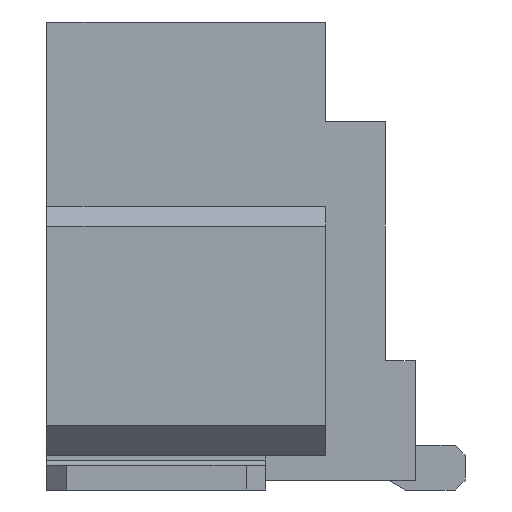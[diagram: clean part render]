
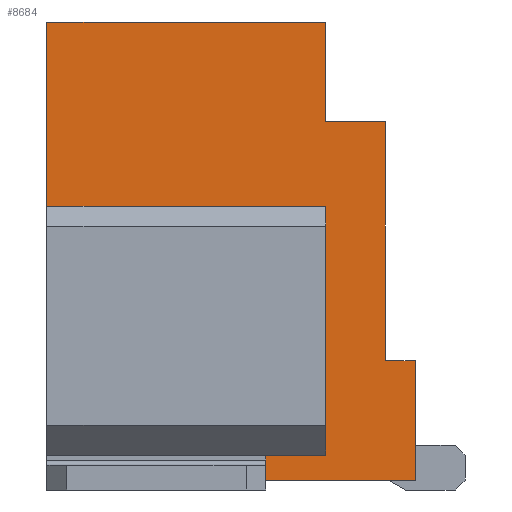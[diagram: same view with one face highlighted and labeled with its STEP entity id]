
A CAD part, left-side view. The second image highlights one B-rep face of the part: STEP entity #8684.
In plain terms, the highlighted planar face has unit normal (-1, 0, 0).
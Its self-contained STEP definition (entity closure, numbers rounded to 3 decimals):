
#73=DIRECTION('',(0.,0.,1.));
#74=VECTOR('',#73,1.2);
#75=CARTESIAN_POINT('',(-9.,-1.85,-2.3));
#76=LINE('',#75,#74);
#1181=DIRECTION('',(0.,-1.,0.));
#1182=VECTOR('',#1181,2.8);
#1183=CARTESIAN_POINT('',(-9.,1.85,2.3));
#1184=LINE('',#1183,#1182);
#1661=DIRECTION('',(0.,0.,-1.));
#1662=VECTOR('',#1661,1.);
#1663=CARTESIAN_POINT('',(-9.,-0.95,2.3));
#1664=LINE('',#1663,#1662);
#1665=DIRECTION('',(0.,-1.,0.));
#1666=VECTOR('',#1665,0.6);
#1667=CARTESIAN_POINT('',(-9.,-0.95,1.3));
#1668=LINE('',#1667,#1666);
#1669=DIRECTION('',(0.,0.,-1.));
#1670=VECTOR('',#1669,2.4);
#1671=CARTESIAN_POINT('',(-9.,-1.55,1.3));
#1672=LINE('',#1671,#1670);
#1673=DIRECTION('',(0.,1.,0.));
#1674=VECTOR('',#1673,0.3);
#1675=CARTESIAN_POINT('',(-9.,-1.85,-1.1));
#1676=LINE('',#1675,#1674);
#1677=DIRECTION('',(0.,0.,1.));
#1678=VECTOR('',#1677,0.25);
#1679=CARTESIAN_POINT('',(-9.,1.85,-2.3));
#1680=LINE('',#1679,#1678);
#1681=DIRECTION('',(0.,-1.,0.));
#1682=VECTOR('',#1681,2.8);
#1683=CARTESIAN_POINT('',(-9.,1.85,-2.05));
#1684=LINE('',#1683,#1682);
#1685=DIRECTION('',(0.,0.,-1.));
#1686=VECTOR('',#1685,2.5);
#1687=CARTESIAN_POINT('',(-9.,-0.95,0.45));
#1688=LINE('',#1687,#1686);
#1689=DIRECTION('',(0.,-1.,0.));
#1690=VECTOR('',#1689,2.8);
#1691=CARTESIAN_POINT('',(-9.,1.85,0.45));
#1692=LINE('',#1691,#1690);
#1693=DIRECTION('',(0.,0.,1.));
#1694=VECTOR('',#1693,1.85);
#1695=CARTESIAN_POINT('',(-9.,1.85,0.45));
#1696=LINE('',#1695,#1694);
#1761=DIRECTION('',(0.,-1.,0.));
#1762=VECTOR('',#1761,3.7);
#1763=CARTESIAN_POINT('',(-9.,1.85,-2.3));
#1764=LINE('',#1763,#1762);
#5319=CARTESIAN_POINT('',(-9.,1.85,-2.3));
#5320=CARTESIAN_POINT('',(-9.,-1.85,-2.3));
#5321=VERTEX_POINT('',#5319);
#5322=VERTEX_POINT('',#5320);
#5359=CARTESIAN_POINT('',(-9.,-0.95,0.45));
#5360=CARTESIAN_POINT('',(-9.,-0.95,-2.05));
#5361=VERTEX_POINT('',#5359);
#5362=VERTEX_POINT('',#5360);
#5363=CARTESIAN_POINT('',(-9.,1.85,0.45));
#5364=VERTEX_POINT('',#5363);
#5371=CARTESIAN_POINT('',(-9.,1.85,2.3));
#5372=VERTEX_POINT('',#5371);
#5407=CARTESIAN_POINT('',(-9.,-1.85,-1.1));
#5408=CARTESIAN_POINT('',(-9.,-1.55,-1.1));
#5409=VERTEX_POINT('',#5407);
#5410=VERTEX_POINT('',#5408);
#5416=CARTESIAN_POINT('',(-9.,-1.55,1.3));
#5418=VERTEX_POINT('',#5416);
#5585=CARTESIAN_POINT('',(-9.,-0.95,2.3));
#5586=CARTESIAN_POINT('',(-9.,-0.95,1.3));
#5587=VERTEX_POINT('',#5585);
#5588=VERTEX_POINT('',#5586);
#6007=CARTESIAN_POINT('',(-9.,1.85,-2.05));
#6008=VERTEX_POINT('',#6007);
#8659=CARTESIAN_POINT('',(-9.,1.85,-2.3));
#8660=DIRECTION('',(-1.,0.,0.));
#8661=DIRECTION('',(0.,-1.,0.));
#8662=AXIS2_PLACEMENT_3D('',#8659,#8660,#8661);
#8663=PLANE('',#8662);
#8664=ORIENTED_EDGE('',*,*,#8197,.T.);
#8666=ORIENTED_EDGE('',*,*,#8665,.T.);
#8668=ORIENTED_EDGE('',*,*,#8667,.T.);
#8669=ORIENTED_EDGE('',*,*,#8312,.F.);
#8670=ORIENTED_EDGE('',*,*,#7108,.F.);
#8672=ORIENTED_EDGE('',*,*,#8671,.F.);
#8673=ORIENTED_EDGE('',*,*,#7528,.T.);
#8675=ORIENTED_EDGE('',*,*,#8674,.T.);
#8677=ORIENTED_EDGE('',*,*,#8676,.F.);
#8679=ORIENTED_EDGE('',*,*,#8678,.F.);
#8680=ORIENTED_EDGE('',*,*,#7506,.T.);
#8681=ORIENTED_EDGE('',*,*,#8138,.T.);
#8682=EDGE_LOOP('',(#8664,#8666,#8668,#8669,#8670,#8672,#8673,#8675,#8677,#8679,
#8680,#8681));
#8683=FACE_OUTER_BOUND('',#8682,.F.);
#8684=ADVANCED_FACE('',(#8683),#8663,.T.);
#7108=EDGE_CURVE('',#5322,#5409,#76,.T.);
#7506=EDGE_CURVE('',#5364,#5372,#1696,.T.);
#7528=EDGE_CURVE('',#5321,#6008,#1680,.T.);
#8138=EDGE_CURVE('',#5372,#5587,#1184,.T.);
#8197=EDGE_CURVE('',#5587,#5588,#1664,.T.);
#8312=EDGE_CURVE('',#5409,#5410,#1676,.T.);
#8665=EDGE_CURVE('',#5588,#5418,#1668,.T.);
#8667=EDGE_CURVE('',#5418,#5410,#1672,.T.);
#8671=EDGE_CURVE('',#5321,#5322,#1764,.T.);
#8674=EDGE_CURVE('',#6008,#5362,#1684,.T.);
#8676=EDGE_CURVE('',#5361,#5362,#1688,.T.);
#8678=EDGE_CURVE('',#5364,#5361,#1692,.T.);
